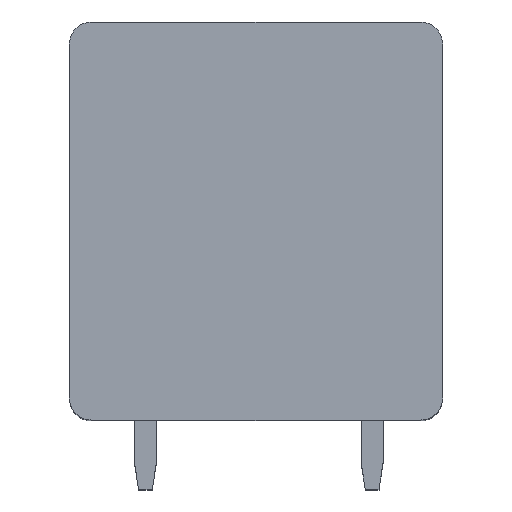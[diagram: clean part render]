
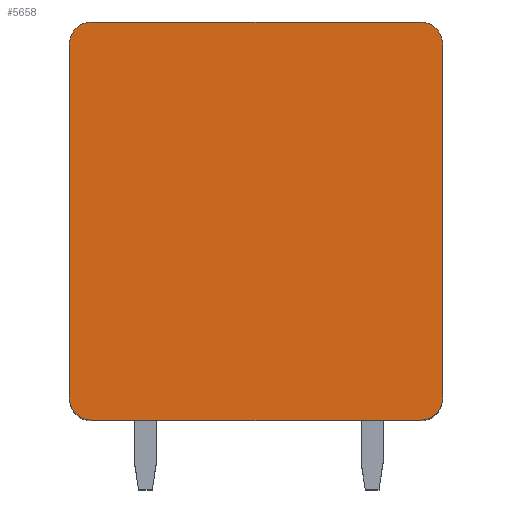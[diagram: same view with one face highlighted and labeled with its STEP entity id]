
A CAD part, top view. The second image highlights one B-rep face of the part: STEP entity #5658.
In plain terms, the highlighted planar face has unit normal (0, 0, 1).
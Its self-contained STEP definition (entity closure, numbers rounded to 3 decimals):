
#751=CARTESIAN_POINT('',(-5.95,6.4,1.75));
#752=DIRECTION('',(0.,0.,1.));
#753=DIRECTION('',(0.,1.,0.));
#754=AXIS2_PLACEMENT_3D('',#751,#752,#753);
#756=DIRECTION('',(-1.,0.,0.));
#757=VECTOR('',#756,11.9);
#758=CARTESIAN_POINT('',(5.95,7.2,1.75));
#759=LINE('',#758,#757);
#760=CARTESIAN_POINT('',(5.95,6.4,1.75));
#761=DIRECTION('',(0.,0.,1.));
#762=DIRECTION('',(1.,0.,0.));
#763=AXIS2_PLACEMENT_3D('',#760,#761,#762);
#765=DIRECTION('',(0.,1.,0.));
#766=VECTOR('',#765,12.8);
#767=CARTESIAN_POINT('',(6.75,-6.4,1.75));
#768=LINE('',#767,#766);
#769=CARTESIAN_POINT('',(5.95,-6.4,1.75));
#770=DIRECTION('',(0.,0.,1.));
#771=DIRECTION('',(0.,-1.,0.));
#772=AXIS2_PLACEMENT_3D('',#769,#770,#771);
#774=DIRECTION('',(1.,0.,0.));
#775=VECTOR('',#774,11.9);
#776=CARTESIAN_POINT('',(-5.95,-7.2,1.75));
#777=LINE('',#776,#775);
#778=CARTESIAN_POINT('',(-5.95,-6.4,1.75));
#779=DIRECTION('',(0.,0.,1.));
#780=DIRECTION('',(-1.,0.,0.));
#781=AXIS2_PLACEMENT_3D('',#778,#779,#780);
#783=DIRECTION('',(0.,-1.,0.));
#784=VECTOR('',#783,12.8);
#785=CARTESIAN_POINT('',(-6.75,6.4,1.75));
#786=LINE('',#785,#784);
#4111=CARTESIAN_POINT('',(-5.95,7.2,1.75));
#4112=VERTEX_POINT('',#4111);
#4113=CARTESIAN_POINT('',(-6.75,6.4,1.75));
#4114=VERTEX_POINT('',#4113);
#4119=CARTESIAN_POINT('',(6.75,6.4,1.75));
#4120=VERTEX_POINT('',#4119);
#4121=CARTESIAN_POINT('',(5.95,7.2,1.75));
#4122=VERTEX_POINT('',#4121);
#4127=CARTESIAN_POINT('',(-6.75,-6.4,1.75));
#4128=VERTEX_POINT('',#4127);
#4129=CARTESIAN_POINT('',(-5.95,-7.2,1.75));
#4130=VERTEX_POINT('',#4129);
#4135=CARTESIAN_POINT('',(5.95,-7.2,1.75));
#4136=VERTEX_POINT('',#4135);
#4137=CARTESIAN_POINT('',(6.75,-6.4,1.75));
#4138=VERTEX_POINT('',#4137);
#5643=CARTESIAN_POINT('',(0.,0.,1.75));
#5644=DIRECTION('',(0.,0.,1.));
#5645=DIRECTION('',(1.,0.,0.));
#5646=AXIS2_PLACEMENT_3D('',#5643,#5644,#5645);
#5647=PLANE('',#5646);
#5648=ORIENTED_EDGE('',*,*,#5149,.F.);
#5649=ORIENTED_EDGE('',*,*,#5165,.F.);
#5650=ORIENTED_EDGE('',*,*,#5318,.F.);
#5651=ORIENTED_EDGE('',*,*,#5333,.F.);
#5652=ORIENTED_EDGE('',*,*,#5446,.F.);
#5653=ORIENTED_EDGE('',*,*,#5459,.F.);
#5654=ORIENTED_EDGE('',*,*,#5574,.F.);
#5655=ORIENTED_EDGE('',*,*,#5586,.F.);
#5656=EDGE_LOOP('',(#5648,#5649,#5650,#5651,#5652,#5653,#5654,#5655));
#5657=FACE_OUTER_BOUND('',#5656,.F.);
#755=CIRCLE('',#754,0.8);
#764=CIRCLE('',#763,0.8);
#773=CIRCLE('',#772,0.8);
#782=CIRCLE('',#781,0.8);
#5149=EDGE_CURVE('',#4112,#4114,#755,.T.);
#5165=EDGE_CURVE('',#4122,#4112,#759,.T.);
#5318=EDGE_CURVE('',#4120,#4122,#764,.T.);
#5333=EDGE_CURVE('',#4138,#4120,#768,.T.);
#5446=EDGE_CURVE('',#4136,#4138,#773,.T.);
#5459=EDGE_CURVE('',#4130,#4136,#777,.T.);
#5574=EDGE_CURVE('',#4128,#4130,#782,.T.);
#5586=EDGE_CURVE('',#4114,#4128,#786,.T.);
#5658=ADVANCED_FACE('',(#5657),#5647,.T.);
